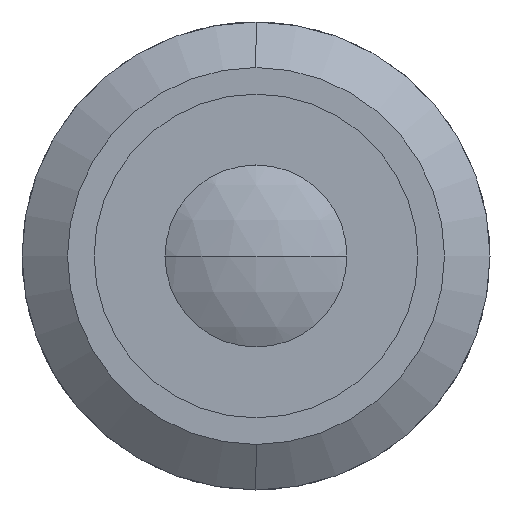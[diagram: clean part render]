
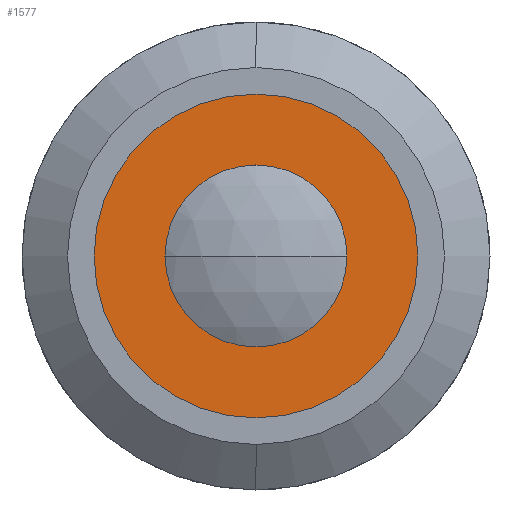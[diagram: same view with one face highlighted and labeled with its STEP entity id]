
A CAD part, left-side view. The second image highlights one B-rep face of the part: STEP entity #1577.
In plain terms, the highlighted planar face has unit normal (-1, 0, 0).
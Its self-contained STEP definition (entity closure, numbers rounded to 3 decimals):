
#51 = EDGE_CURVE ( 'NONE', #812, #1717, #225, .T. ) ;
#89 = AXIS2_PLACEMENT_3D ( 'NONE', #3376, #1557, #206 ) ;
#120 = DIRECTION ( 'NONE',  ( -1., 0., 0. ) ) ;
#206 = DIRECTION ( 'NONE',  ( 0., 0., 1. ) ) ;
#225 = CIRCLE ( 'NONE', #3180, 7. ) ;
#480 = DIRECTION ( 'NONE',  ( 0., 0., 1. ) ) ;
#488 = CARTESIAN_POINT ( 'NONE',  ( 3.8, 13., 0. ) ) ;
#812 = VERTEX_POINT ( 'NONE', #3332 ) ;
#983 = VERTEX_POINT ( 'NONE', #3238 ) ;
#1108 = EDGE_CURVE ( 'NONE', #1717, #812, #1161, .T. ) ;
#1161 = CIRCLE ( 'NONE', #89, 7. ) ;
#1203 = CIRCLE ( 'NONE', #2931, 13. ) ;
#1211 = DIRECTION ( 'NONE',  ( 1., 0., 0. ) ) ;
#1417 = ORIENTED_EDGE ( 'NONE', *, *, #1108, .F. ) ;
#1469 = ORIENTED_EDGE ( 'NONE', *, *, #1865, .T. ) ;
#1552 = AXIS2_PLACEMENT_3D ( 'NONE', #3945, #120, #480 ) ;
#1557 = DIRECTION ( 'NONE',  ( -1., 0., 0. ) ) ;
#1577 = ADVANCED_FACE ( 'NONE', ( #3569, #3616 ), #2230, .F. ) ;
#1717 = VERTEX_POINT ( 'NONE', #1931 ) ;
#1865 = EDGE_CURVE ( 'NONE', #983, #2427, #1203, .T. ) ;
#1920 = EDGE_LOOP ( 'NONE', ( #1417, #3716 ) ) ;
#1921 = DIRECTION ( 'NONE',  ( 0., 0., 1. ) ) ;
#1931 = CARTESIAN_POINT ( 'NONE',  ( 3.8, 0., 7. ) ) ;
#1987 = AXIS2_PLACEMENT_3D ( 'NONE', #488, #1211, #2552 ) ;
#2230 = PLANE ( 'NONE',  #1987 ) ;
#2427 = VERTEX_POINT ( 'NONE', #3708 ) ;
#2552 = DIRECTION ( 'NONE',  ( 0., 0., -1. ) ) ;
#2568 = CARTESIAN_POINT ( 'NONE',  ( 3.8, 0., 0. ) ) ;
#2580 = CIRCLE ( 'NONE', #1552, 13. ) ;
#2587 = CARTESIAN_POINT ( 'NONE',  ( 3.8, 0., 0. ) ) ;
#2931 = AXIS2_PLACEMENT_3D ( 'NONE', #2568, #3193, #3948 ) ;
#3180 = AXIS2_PLACEMENT_3D ( 'NONE', #2587, #3963, #1921 ) ;
#3193 = DIRECTION ( 'NONE',  ( -1., 0., 0. ) ) ;
#3238 = CARTESIAN_POINT ( 'NONE',  ( 3.8, 0., 13. ) ) ;
#3332 = CARTESIAN_POINT ( 'NONE',  ( 3.8, 0., -7. ) ) ;
#3376 = CARTESIAN_POINT ( 'NONE',  ( 3.8, 0., 0. ) ) ;
#3569 = FACE_BOUND ( 'NONE', #1920, .T. ) ;
#3616 = FACE_OUTER_BOUND ( 'NONE', #3973, .T. ) ;
#3694 = EDGE_CURVE ( 'NONE', #2427, #983, #2580, .T. ) ;
#3708 = CARTESIAN_POINT ( 'NONE',  ( 3.8, 0., -13. ) ) ;
#3716 = ORIENTED_EDGE ( 'NONE', *, *, #51, .F. ) ;
#3945 = CARTESIAN_POINT ( 'NONE',  ( 3.8, 0., 0. ) ) ;
#3948 = DIRECTION ( 'NONE',  ( 0., 0., 1. ) ) ;
#3963 = DIRECTION ( 'NONE',  ( -1., 0., 0. ) ) ;
#3973 = EDGE_LOOP ( 'NONE', ( #1469, #4245 ) ) ;
#4245 = ORIENTED_EDGE ( 'NONE', *, *, #3694, .T. ) ;
